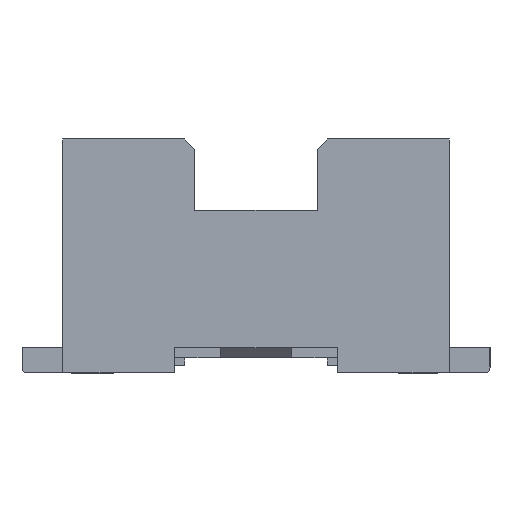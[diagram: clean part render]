
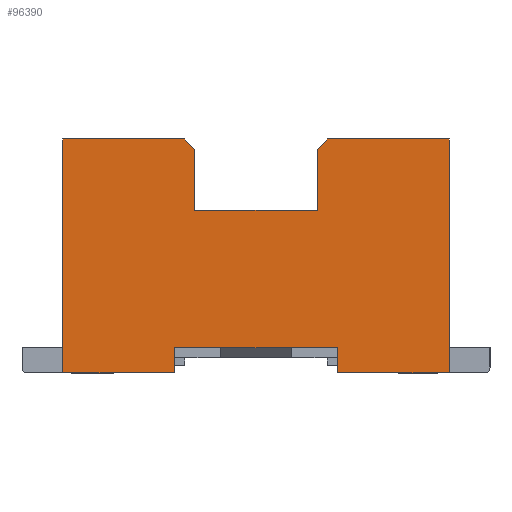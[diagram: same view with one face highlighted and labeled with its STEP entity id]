
A CAD part, left-side view. The second image highlights one B-rep face of the part: STEP entity #96390.
In plain terms, the highlighted face is planar.
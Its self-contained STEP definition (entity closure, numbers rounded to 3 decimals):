
#8490=CARTESIAN_POINT('',(-10.31,2.55,10.88));
#8500=DIRECTION('',(-1.,0.,0.));
#8510=VECTOR('',#8500,1.);
#8520=LINE('',#8490,#8510);
#8530=CARTESIAN_POINT('',(-10.31,2.55,10.88));
#8540=VERTEX_POINT('',#8530);
#8550=CARTESIAN_POINT('',(-11.51,2.55,10.88));
#8560=VERTEX_POINT('',#8550);
#8570=EDGE_CURVE('',#8540,#8560,#8520,.T.);
#12320=CARTESIAN_POINT('',(-10.31,0.25,10.88));
#12330=VERTEX_POINT('',#12320);
#12360=CARTESIAN_POINT('',(-10.31,0.25,10.88));
#12370=DIRECTION('',(0.,1.,0.));
#12380=VECTOR('',#12370,1.);
#12390=LINE('',#12360,#12380);
#12400=EDGE_CURVE('',#12330,#8540,#12390,.T.);
#29490=CARTESIAN_POINT('',(-14.11,0.25,10.88));
#29500=DIRECTION('',(0.,1.,0.));
#29510=VECTOR('',#29500,1.);
#29520=LINE('',#29490,#29510);
#29530=CARTESIAN_POINT('',(-14.11,0.25,10.88));
#29540=VERTEX_POINT('',#29530);
#29550=CARTESIAN_POINT('',(-14.11,2.55,10.88));
#29560=VERTEX_POINT('',#29550);
#29570=EDGE_CURVE('',#29540,#29560,#29520,.T.);
#35990=CARTESIAN_POINT('',(-12.91,2.55,10.88));
#36000=VERTEX_POINT('',#35990);
#36030=CARTESIAN_POINT('',(-12.91,2.55,10.88));
#36040=DIRECTION('',(-1.,0.,0.));
#36050=VECTOR('',#36040,1.);
#36060=LINE('',#36030,#36050);
#36070=EDGE_CURVE('',#36000,#29560,#36060,.T.);
#95250=CARTESIAN_POINT('',(-11.51,2.55,10.88));
#95260=DIRECTION('',(-0.707,-0.707,0.));
#95270=VECTOR('',#95260,1.);
#95280=LINE('',#95250,#95270);
#95290=CARTESIAN_POINT('',(-11.61,2.45,10.88));
#95300=VERTEX_POINT('',#95290);
#95310=EDGE_CURVE('',#8560,#95300,#95280,.T.);
#95470=CARTESIAN_POINT('',(-11.61,1.85,10.88));
#95480=DIRECTION('',(0.,1.,0.));
#95490=VECTOR('',#95480,1.);
#95500=LINE('',#95470,#95490);
#95510=CARTESIAN_POINT('',(-11.61,1.85,10.88));
#95520=VERTEX_POINT('',#95510);
#95530=EDGE_CURVE('',#95520,#95300,#95500,.T.);
#95660=CARTESIAN_POINT('',(-10.31,0.25,10.88));
#95670=DIRECTION('',(0.,0.,1.));
#95680=DIRECTION('',(-1.,0.,0.));
#95690=AXIS2_PLACEMENT_3D('',#95660,#95670,#95680);
#95700=PLANE('',#95690);
#95710=ORIENTED_EDGE('',*,*,#95310,.T.);
#95720=ORIENTED_EDGE('',*,*,#8570,.T.);
#95730=ORIENTED_EDGE('',*,*,#12400,.T.);
#95740=CARTESIAN_POINT('',(-11.41,0.25,10.88));
#95750=DIRECTION('',(1.,0.,0.));
#95760=VECTOR('',#95750,1.);
#95770=LINE('',#95740,#95760);
#95780=CARTESIAN_POINT('',(-11.41,0.25,10.88));
#95790=VERTEX_POINT('',#95780);
#95800=EDGE_CURVE('',#95790,#12330,#95770,.T.);
#95810=ORIENTED_EDGE('',*,*,#95800,.T.);
#95820=CARTESIAN_POINT('',(-11.41,0.5,10.88));
#95830=DIRECTION('',(0.,-1.,0.));
#95840=VECTOR('',#95830,1.);
#95850=LINE('',#95820,#95840);
#95860=CARTESIAN_POINT('',(-11.41,0.5,10.88));
#95870=VERTEX_POINT('',#95860);
#95880=EDGE_CURVE('',#95870,#95790,#95850,.T.);
#95890=ORIENTED_EDGE('',*,*,#95880,.T.);
#95900=CARTESIAN_POINT('',(-13.01,0.5,10.88));
#95910=DIRECTION('',(1.,0.,0.));
#95920=VECTOR('',#95910,1.);
#95930=LINE('',#95900,#95920);
#95940=CARTESIAN_POINT('',(-13.01,0.5,10.88));
#95950=VERTEX_POINT('',#95940);
#95960=EDGE_CURVE('',#95950,#95870,#95930,.T.);
#95970=ORIENTED_EDGE('',*,*,#95960,.T.);
#95980=CARTESIAN_POINT('',(-13.01,0.25,10.88));
#95990=DIRECTION('',(0.,1.,0.));
#96000=VECTOR('',#95990,1.);
#96010=LINE('',#95980,#96000);
#96020=CARTESIAN_POINT('',(-13.01,0.25,10.88));
#96030=VERTEX_POINT('',#96020);
#96040=EDGE_CURVE('',#96030,#95950,#96010,.T.);
#96050=ORIENTED_EDGE('',*,*,#96040,.T.);
#96060=CARTESIAN_POINT('',(-14.11,0.25,10.88));
#96070=DIRECTION('',(1.,0.,0.));
#96080=VECTOR('',#96070,1.);
#96090=LINE('',#96060,#96080);
#96100=EDGE_CURVE('',#29540,#96030,#96090,.T.);
#96110=ORIENTED_EDGE('',*,*,#96100,.T.);
#96120=ORIENTED_EDGE('',*,*,#29570,.F.);
#96130=ORIENTED_EDGE('',*,*,#36070,.T.);
#96140=CARTESIAN_POINT('',(-12.81,2.45,10.88));
#96150=DIRECTION('',(-0.707,0.707,0.));
#96160=VECTOR('',#96150,1.);
#96170=LINE('',#96140,#96160);
#96180=CARTESIAN_POINT('',(-12.81,2.45,10.88));
#96190=VERTEX_POINT('',#96180);
#96200=EDGE_CURVE('',#96190,#36000,#96170,.T.);
#96210=ORIENTED_EDGE('',*,*,#96200,.T.);
#96220=CARTESIAN_POINT('',(-12.81,2.45,10.88));
#96230=DIRECTION('',(0.,-1.,0.));
#96240=VECTOR('',#96230,1.);
#96250=LINE('',#96220,#96240);
#96260=CARTESIAN_POINT('',(-12.81,1.85,10.88));
#96270=VERTEX_POINT('',#96260);
#96280=EDGE_CURVE('',#96190,#96270,#96250,.T.);
#96290=ORIENTED_EDGE('',*,*,#96280,.F.);
#96300=CARTESIAN_POINT('',(-11.61,1.85,10.88));
#96310=DIRECTION('',(-1.,0.,0.));
#96320=VECTOR('',#96310,1.);
#96330=LINE('',#96300,#96320);
#96340=EDGE_CURVE('',#95520,#96270,#96330,.T.);
#96350=ORIENTED_EDGE('',*,*,#96340,.T.);
#96360=ORIENTED_EDGE('',*,*,#95530,.F.);
#96370=EDGE_LOOP('',(#96360,#96350,#96290,#96210,#96130,#96120,#96110,
#96050,#95970,#95890,#95810,#95730,#95720,#95710));
#96380=FACE_OUTER_BOUND('',#96370,.T.);
#96390=ADVANCED_FACE('',(#96380),#95700,.T.);
